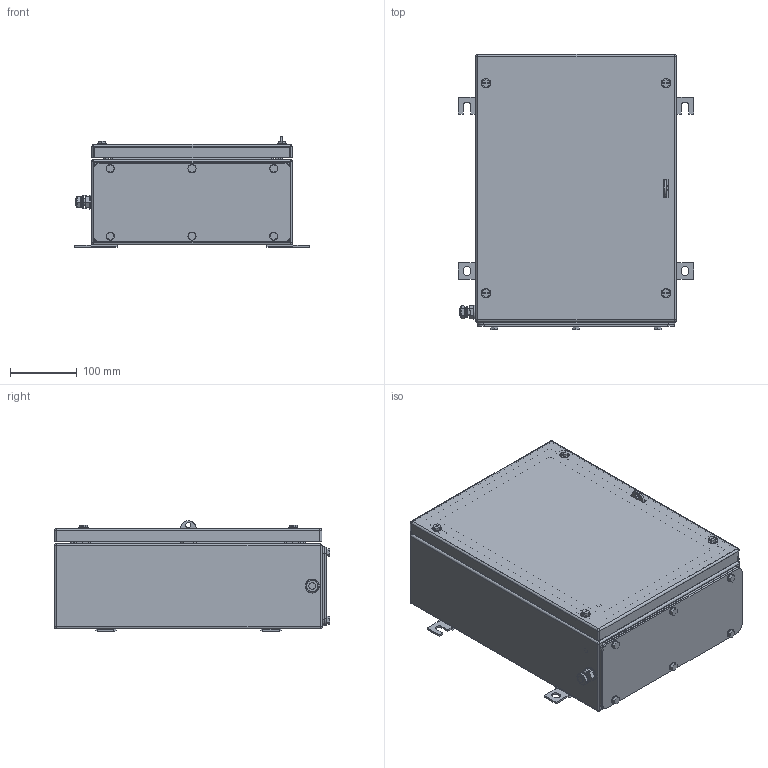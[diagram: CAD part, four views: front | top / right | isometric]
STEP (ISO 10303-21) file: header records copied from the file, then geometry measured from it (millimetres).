
FILE_DESCRIPTION(('CATIA V5 STEP Exchange','CAx-IF Rec.Pracs.--- Model Styling and Organization---1.4--- 2014-01-23'),'2;1');
FILE_NAME ('008530-7_3_1194910000_1194910000.stp','2019-09-20T09:22:11+00:00',('none'),('Weidmueller'),'CATIA Version 5-6 Release 2016 SP3 HF44','CATIA V5 STEP AP214','none');
FILE_SCHEMA(('AUTOMOTIVE_DESIGN { 1 0 10303 214 1 1 1 1 }'));
Length unit declared in the file: millimetre
Products named in the file (1): 1194910000
Bounding box: 351 x 411 x 165 mm (x, y, z)
Volume: 992615.4 mm3; surface area: 1157855.4 mm2
Topology: 48 solids, 48 shells, 1218 faces, 2952 edges, 1858 vertices
Faces by surface type: plane 631, cylinder 433, cone 108, sphere 24, torus 22
Entity records: 33583 total; most frequent: CARTESIAN_POINT 6546, ORIENTED_EDGE 5816, DIRECTION 4591, EDGE_CURVE 2908, VERTEX_POINT 1858, AXIS2_PLACEMENT_3D 1845, VECTOR 1844, LINE 1844
